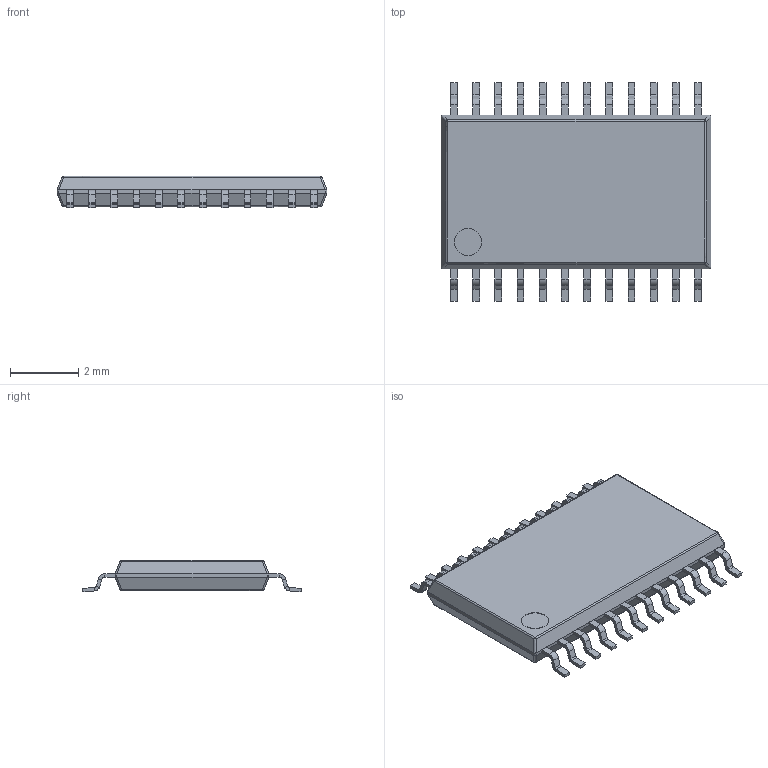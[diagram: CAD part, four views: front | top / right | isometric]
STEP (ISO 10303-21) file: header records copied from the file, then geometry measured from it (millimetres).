
FILE_DESCRIPTION(('FreeCAD Model'),'2;1');
FILE_NAME( 'TSSOP-24 Exposed Pad.step', '2020-08-27T18:31:31',('Author'),(''), 'Open CASCADE STEP processor 7.3','FreeCAD','Unknown');
FILE_SCHEMA(('AUTOMOTIVE_DESIGN { 1 0 10303 214 1 1 1 1 }'));
Length unit declared in the file: millimetre
Products named in the file (27): TSSOP-24_Exposed_Pad; Body; Pin1; Pin2; Pin3; Pin4; Pin5; Pin6; Pin7; Pin8; Pin9; Pin10; Pin11; Pin12; Pin13; Pin14; Pin15; Pin16; Pin17; Pin18; Pin19; Pin20; Pin21; Pin22; Pin23; Pin24; Pin25
Assembly tree (26 placements, depth 2):
  TSSOP-24_Exposed_Pad
    Body
    Pin1
    Pin2
    Pin3
    Pin4
    Pin5
    Pin6
    Pin7
    Pin8
    Pin9
    Pin10
    Pin11
    Pin12
    Pin13
    Pin14
    Pin15
    Pin16
    Pin17
    Pin18
    Pin19
    Pin20
    Pin21
    Pin22
    Pin23
    Pin24
    Pin25
Bounding box: 7.9 x 6.41 x 0.92 mm (x, y, z)
Volume: 31.1 mm3; surface area: 140.2 mm2
Topology: 26 solids, 26 shells, 599 faces, 1219 edges, 674 vertices
Faces by surface type: plane 466, cylinder 101, bspline 32
Full cylindrical faces by diameter (mm): 0.8 x1
Entity records: 33558 total; most frequent: CARTESIAN_POINT 7323, DIRECTION 4798, LINE 3109, VECTOR 3109, ORIENTED_EDGE 2438, PCURVE 2438, DEFINITIONAL_REPRESENTATION 2438, EDGE_CURVE 1219
